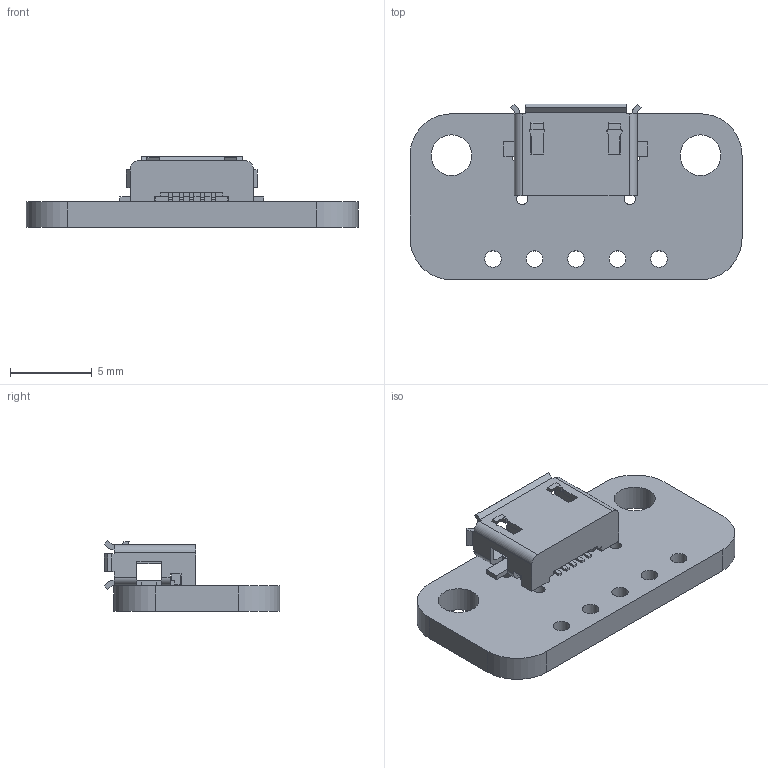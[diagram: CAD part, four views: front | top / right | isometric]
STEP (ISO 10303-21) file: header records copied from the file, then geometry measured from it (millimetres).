
FILE_DESCRIPTION(/* description */ (''),/* implementation_level */ '2;1');
FILE_NAME(/* name */ '1833 microUSB breakout v2.step',/* time_stamp */ '2018-10-30T14:34:04-04:00',/* author */ ('Adafruit'),/* organization */ (''),/* preprocessor_version */ 'ST-DEVELOPER v17.2',/* originating_system */ 'Autodesk Translation Framework v7.6.0.251',/* authorisation */ '');
FILE_SCHEMA (('AUTOMOTIVE_DESIGN { 1 0 10303 214 3 1 1 }'));
Length unit declared in the file: millimetre
Products named in the file (4): 1833 microUSB breakout; PCB Component; Board; 4UCONN_20329
Assembly tree (3 placements, depth 3):
  1833 microUSB breakout
    PCB Component
      Board
      4UCONN_20329
Bounding box: 20.32 x 10.74 x 4.34 mm (x, y, z)
Volume: 333.8 mm3; surface area: 817.8 mm2
Topology: 2 solids, 2 shells, 312 faces, 963 edges, 628 vertices
Faces by surface type: plane 237, cylinder 75
Full cylindrical faces by diameter (mm): 0.5 x2, 0.7 x4, 1 x5, 2.5 x2
Entity records: 10871 total; most frequent: ORIENTED_EDGE 1926, CARTESIAN_POINT 1910, DIRECTION 1751, EDGE_CURVE 963, LINE 813, VECTOR 813, VERTEX_POINT 628, AXIS2_PLACEMENT_3D 469
